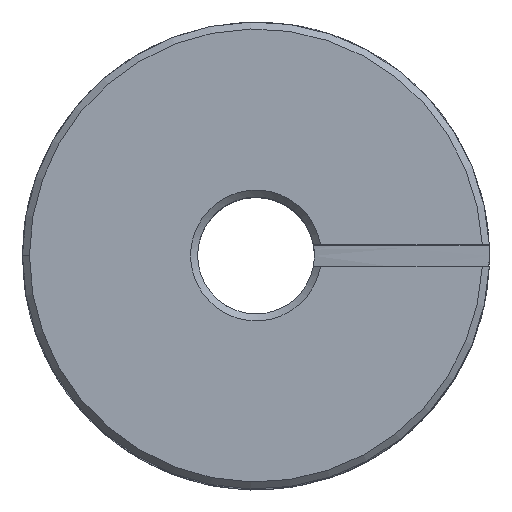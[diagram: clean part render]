
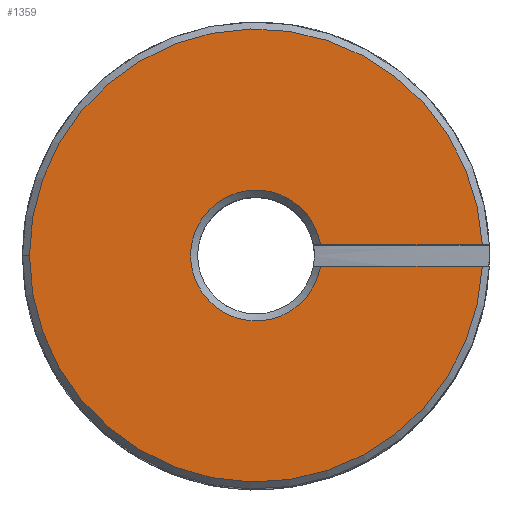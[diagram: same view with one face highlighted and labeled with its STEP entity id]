
A CAD part, top view. The second image highlights one B-rep face of the part: STEP entity #1359.
In plain terms, the highlighted planar face has unit normal (0, 0, 1).
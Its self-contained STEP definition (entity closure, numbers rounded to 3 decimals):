
#20 = ORIENTED_EDGE ( 'NONE', *, *, #414, .F. ) ;
#86 = VERTEX_POINT ( 'NONE', #898 ) ;
#131 = CARTESIAN_POINT ( 'NONE',  ( 2.764, -0.45, 0. ) ) ;
#184 = CARTESIAN_POINT ( 'NONE',  ( 0., 0., 0. ) ) ;
#280 = VECTOR ( 'NONE', #1383, 1000. ) ;
#286 = VECTOR ( 'NONE', #2846, 1000. ) ;
#332 = VERTEX_POINT ( 'NONE', #588 ) ;
#414 = EDGE_CURVE ( 'NONE', #1472, #332, #1129, .T. ) ;
#489 = DIRECTION ( 'NONE',  ( 1., 0., 0. ) ) ;
#588 = CARTESIAN_POINT ( 'NONE',  ( 9.69, -0.45, 0. ) ) ;
#605 = CIRCLE ( 'NONE', #2913, 2.8 ) ;
#761 = EDGE_CURVE ( 'NONE', #1746, #332, #2545, .T. ) ;
#824 = AXIS2_PLACEMENT_3D ( 'NONE', #1905, #3461, #3449 ) ;
#876 = CARTESIAN_POINT ( 'NONE',  ( 0., 0., 0. ) ) ;
#898 = CARTESIAN_POINT ( 'NONE',  ( 9.69, 0.45, 0. ) ) ;
#937 = CARTESIAN_POINT ( 'NONE',  ( 2.764, 0.45, 0. ) ) ;
#1129 = LINE ( 'NONE', #1647, #280 ) ;
#1146 = DIRECTION ( 'NONE',  ( 1., 0., 0. ) ) ;
#1302 = ORIENTED_EDGE ( 'NONE', *, *, #1714, .T. ) ;
#1359 = ADVANCED_FACE ( 'NONE', ( #1743 ), #1930, .T. ) ;
#1367 = CARTESIAN_POINT ( 'NONE',  ( 0., 0., 0. ) ) ;
#1383 = DIRECTION ( 'NONE',  ( 1., 0., 0. ) ) ;
#1472 = VERTEX_POINT ( 'NONE', #131 ) ;
#1622 = DIRECTION ( 'NONE',  ( 0., 0., 1. ) ) ;
#1647 = CARTESIAN_POINT ( 'NONE',  ( 10.25, -0.45, 0. ) ) ;
#1688 = AXIS2_PLACEMENT_3D ( 'NONE', #1367, #1622, #2494 ) ;
#1714 = EDGE_CURVE ( 'NONE', #1472, #3300, #605, .T. ) ;
#1743 = FACE_OUTER_BOUND ( 'NONE', #1924, .T. ) ;
#1746 = VERTEX_POINT ( 'NONE', #2850 ) ;
#1905 = CARTESIAN_POINT ( 'NONE',  ( 0., 0., 0. ) ) ;
#1913 = EDGE_CURVE ( 'NONE', #86, #1746, #2969, .T. ) ;
#1924 = EDGE_LOOP ( 'NONE', ( #20, #1302, #3047, #2050, #1960 ) ) ;
#1930 = PLANE ( 'NONE',  #824 ) ;
#1960 = ORIENTED_EDGE ( 'NONE', *, *, #761, .T. ) ;
#2050 = ORIENTED_EDGE ( 'NONE', *, *, #1913, .T. ) ;
#2088 = DIRECTION ( 'NONE',  ( 0., 0., -1. ) ) ;
#2319 = EDGE_CURVE ( 'NONE', #86, #3300, #2928, .T. ) ;
#2494 = DIRECTION ( 'NONE',  ( 1., 0., 0. ) ) ;
#2545 = CIRCLE ( 'NONE', #1688, 9.7 ) ;
#2600 = CARTESIAN_POINT ( 'NONE',  ( 10.25, 0.45, 0. ) ) ;
#2689 = DIRECTION ( 'NONE',  ( 0., 0., 1. ) ) ;
#2846 = DIRECTION ( 'NONE',  ( -1., 0., 0. ) ) ;
#2850 = CARTESIAN_POINT ( 'NONE',  ( -9.7, 0., 0. ) ) ;
#2913 = AXIS2_PLACEMENT_3D ( 'NONE', #184, #2088, #489 ) ;
#2928 = LINE ( 'NONE', #2600, #286 ) ;
#2969 = CIRCLE ( 'NONE', #3012, 9.7 ) ;
#3012 = AXIS2_PLACEMENT_3D ( 'NONE', #876, #2689, #1146 ) ;
#3047 = ORIENTED_EDGE ( 'NONE', *, *, #2319, .F. ) ;
#3300 = VERTEX_POINT ( 'NONE', #937 ) ;
#3449 = DIRECTION ( 'NONE',  ( 1., 0., 0. ) ) ;
#3461 = DIRECTION ( 'NONE',  ( 0., 0., 1. ) ) ;
